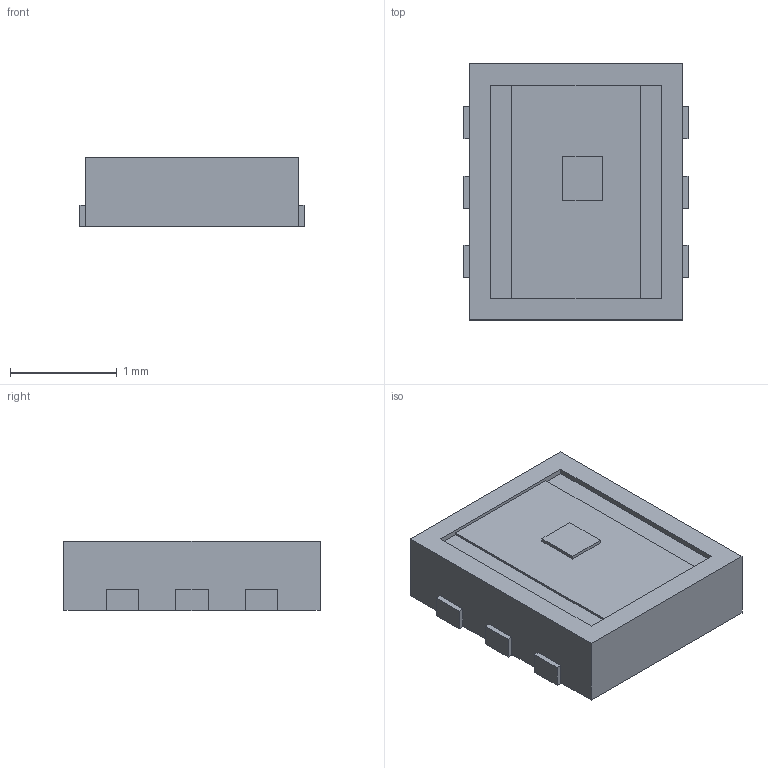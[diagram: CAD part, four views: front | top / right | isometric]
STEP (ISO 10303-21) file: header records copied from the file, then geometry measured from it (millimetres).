
FILE_DESCRIPTION (( 'STEP AP214' ), '1' );
FILE_NAME ('User Library-TCS3472.STEP', '2020-08-19T11:20:24', ( '' ), ( '' ), 'SwSTEP 2.0', 'SolidWorks 2020', '' );
FILE_SCHEMA (( 'AUTOMOTIVE_DESIGN' ));
Length unit declared in the file: millimetre
Products named in the file (1): User Library-TCS3472
Bounding box: 2.1 x 2.4 x 0.66 mm (x, y, z)
Volume: 3 mm3; surface area: 16.1 mm2
Topology: 1 solids, 1 shells, 56 faces, 156 edges, 104 vertices
Faces by surface type: plane 51, cylinder 5
Entity records: 2398 total; most frequent: CARTESIAN_POINT 317, ORIENTED_EDGE 312, DIRECTION 280, EDGE_CURVE 156, VECTOR 146, LINE 146, VERTEX_POINT 104, AXIS2_PLACEMENT_3D 67
